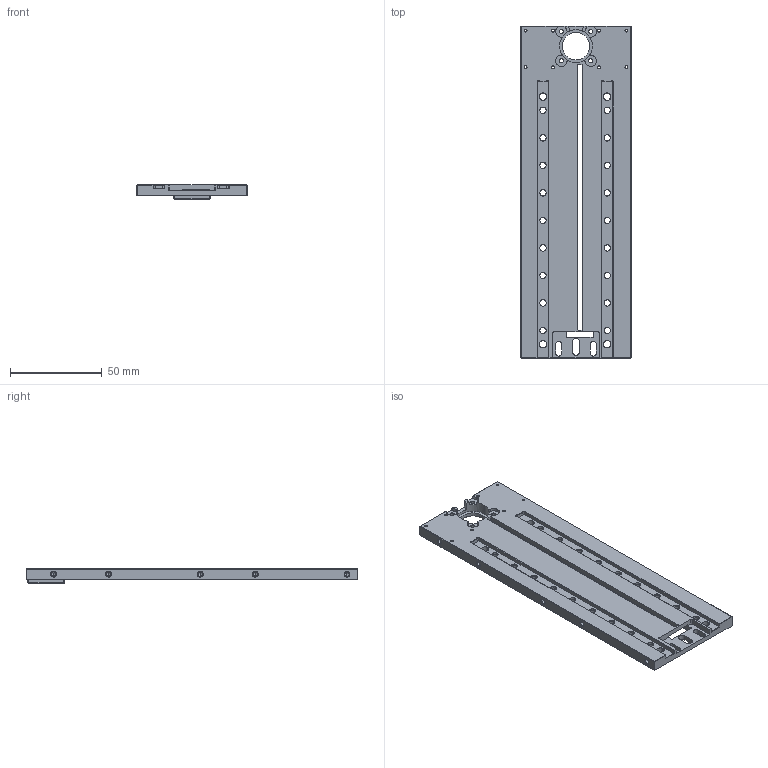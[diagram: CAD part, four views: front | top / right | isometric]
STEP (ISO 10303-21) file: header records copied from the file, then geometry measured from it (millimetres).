
FILE_DESCRIPTION (( 'STEP AP214' ), '1' );
FILE_NAME ('Z-Axis_BasePlate.STEP', '2023-11-05T07:59:56', ( '' ), ( '' ), 'SwSTEP 2.0', 'SolidWorks 2023', '' );
FILE_SCHEMA (( 'AUTOMOTIVE_DESIGN' ));
Length unit declared in the file: millimetre
Products named in the file (1): Z-Axis_BasePlate
Bounding box: 60 x 181 x 8 mm (x, y, z)
Volume: 47186.2 mm3; surface area: 28767.6 mm2
Topology: 1 solids, 1 shells, 448 faces, 1085 edges, 641 vertices
Faces by surface type: cylinder 177, cone 166, plane 105
Entity records: 13494 total; most frequent: DIRECTION 2455, CARTESIAN_POINT 2187, ORIENTED_EDGE 2122, EDGE_CURVE 1061, AXIS2_PLACEMENT_3D 957, VERTEX_POINT 641, EDGE_LOOP 556, VECTOR 541
